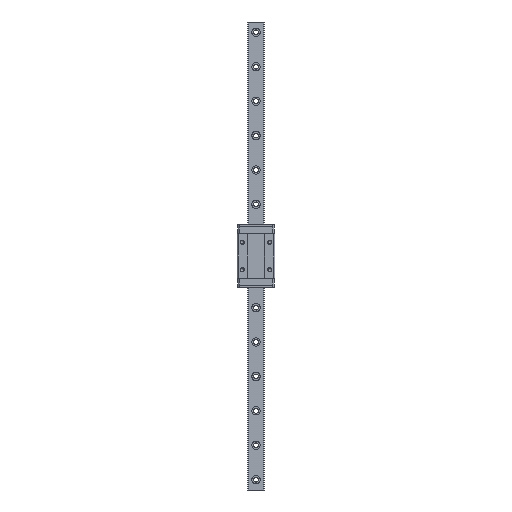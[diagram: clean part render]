
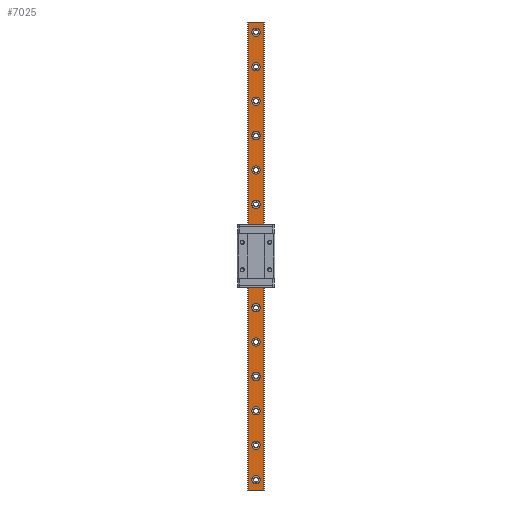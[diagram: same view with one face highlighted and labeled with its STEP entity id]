
A CAD part, front view. The second image highlights one B-rep face of the part: STEP entity #7025.
In plain terms, the highlighted planar face has unit normal (0, -1, 0).
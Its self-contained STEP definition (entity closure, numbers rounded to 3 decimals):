
#153=FACE_BOUND('',#1338,.T.);
#154=FACE_BOUND('',#1339,.T.);
#155=FACE_BOUND('',#1340,.T.);
#156=FACE_BOUND('',#1341,.T.);
#157=FACE_BOUND('',#1342,.T.);
#158=FACE_BOUND('',#1343,.T.);
#159=FACE_BOUND('',#1344,.T.);
#160=FACE_BOUND('',#1345,.T.);
#161=FACE_BOUND('',#1346,.T.);
#162=FACE_BOUND('',#1347,.T.);
#163=FACE_BOUND('',#1348,.T.);
#164=FACE_BOUND('',#1349,.T.);
#165=FACE_BOUND('',#1350,.T.);
#166=FACE_BOUND('',#1351,.T.);
#387=PLANE('',#7876);
#905=FACE_OUTER_BOUND('',#1337,.T.);
#1337=EDGE_LOOP('',(#6593,#6594,#6595,#6596));
#1338=EDGE_LOOP('',(#6597));
#1339=EDGE_LOOP('',(#6598));
#1340=EDGE_LOOP('',(#6599));
#1341=EDGE_LOOP('',(#6600));
#1342=EDGE_LOOP('',(#6601));
#1343=EDGE_LOOP('',(#6602));
#1344=EDGE_LOOP('',(#6603));
#1345=EDGE_LOOP('',(#6604));
#1346=EDGE_LOOP('',(#6605));
#1347=EDGE_LOOP('',(#6606));
#1348=EDGE_LOOP('',(#6607));
#1349=EDGE_LOOP('',(#6608));
#1350=EDGE_LOOP('',(#6609));
#1351=EDGE_LOOP('',(#6610));
#1688=CIRCLE('',#7853,3.);
#1689=CIRCLE('',#7855,3.);
#1690=CIRCLE('',#7857,3.);
#1691=CIRCLE('',#7859,3.);
#1692=CIRCLE('',#7861,3.);
#1693=CIRCLE('',#7863,3.);
#1694=CIRCLE('',#7865,3.);
#1695=CIRCLE('',#7867,3.);
#1696=CIRCLE('',#7869,3.);
#1697=CIRCLE('',#7871,3.);
#1698=CIRCLE('',#7873,3.);
#1700=CIRCLE('',#7877,3.);
#1701=CIRCLE('',#7878,3.);
#1702=CIRCLE('',#7879,3.);
#2269=LINE('',#11749,#2915);
#2285=LINE('',#11814,#2931);
#2335=LINE('',#12013,#2981);
#2336=LINE('',#12015,#2982);
#2915=VECTOR('',#9640,10.);
#2931=VECTOR('',#9690,10.);
#2981=VECTOR('',#9936,1.);
#2982=VECTOR('',#9939,1.);
#3555=VERTEX_POINT('',#11746);
#3556=VERTEX_POINT('',#11748);
#3587=VERTEX_POINT('',#11811);
#3588=VERTEX_POINT('',#11813);
#3640=VERTEX_POINT('',#12017);
#3641=VERTEX_POINT('',#12021);
#3642=VERTEX_POINT('',#12025);
#3643=VERTEX_POINT('',#12029);
#3644=VERTEX_POINT('',#12033);
#3645=VERTEX_POINT('',#12037);
#3646=VERTEX_POINT('',#12041);
#3647=VERTEX_POINT('',#12045);
#3648=VERTEX_POINT('',#12049);
#3649=VERTEX_POINT('',#12053);
#3650=VERTEX_POINT('',#12057);
#3652=VERTEX_POINT('',#12064);
#3653=VERTEX_POINT('',#12066);
#3654=VERTEX_POINT('',#12068);
#4487=EDGE_CURVE('',#3556,#3555,#2269,.F.);
#4519=EDGE_CURVE('',#3587,#3588,#2285,.F.);
#4614=EDGE_CURVE('',#3587,#3556,#2335,.T.);
#4615=EDGE_CURVE('',#3588,#3555,#2336,.T.);
#4617=EDGE_CURVE('',#3640,#3640,#1688,.T.);
#4619=EDGE_CURVE('',#3641,#3641,#1689,.T.);
#4621=EDGE_CURVE('',#3642,#3642,#1690,.T.);
#4623=EDGE_CURVE('',#3643,#3643,#1691,.T.);
#4625=EDGE_CURVE('',#3644,#3644,#1692,.T.);
#4627=EDGE_CURVE('',#3645,#3645,#1693,.T.);
#4629=EDGE_CURVE('',#3646,#3646,#1694,.T.);
#4631=EDGE_CURVE('',#3647,#3647,#1695,.T.);
#4633=EDGE_CURVE('',#3648,#3648,#1696,.T.);
#4635=EDGE_CURVE('',#3649,#3649,#1697,.T.);
#4636=EDGE_CURVE('',#3650,#3650,#1698,.T.);
#4639=EDGE_CURVE('',#3652,#3652,#1700,.T.);
#4640=EDGE_CURVE('',#3653,#3653,#1701,.T.);
#4641=EDGE_CURVE('',#3654,#3654,#1702,.T.);
#6593=ORIENTED_EDGE('',*,*,#4487,.T.);
#6594=ORIENTED_EDGE('',*,*,#4615,.F.);
#6595=ORIENTED_EDGE('',*,*,#4519,.F.);
#6596=ORIENTED_EDGE('',*,*,#4614,.T.);
#6597=ORIENTED_EDGE('',*,*,#4639,.T.);
#6598=ORIENTED_EDGE('',*,*,#4640,.T.);
#6599=ORIENTED_EDGE('',*,*,#4636,.T.);
#6600=ORIENTED_EDGE('',*,*,#4635,.T.);
#6601=ORIENTED_EDGE('',*,*,#4633,.T.);
#6602=ORIENTED_EDGE('',*,*,#4631,.T.);
#6603=ORIENTED_EDGE('',*,*,#4629,.T.);
#6604=ORIENTED_EDGE('',*,*,#4627,.T.);
#6605=ORIENTED_EDGE('',*,*,#4625,.T.);
#6606=ORIENTED_EDGE('',*,*,#4623,.T.);
#6607=ORIENTED_EDGE('',*,*,#4621,.T.);
#6608=ORIENTED_EDGE('',*,*,#4619,.T.);
#6609=ORIENTED_EDGE('',*,*,#4617,.T.);
#6610=ORIENTED_EDGE('',*,*,#4641,.T.);
#7025=ADVANCED_FACE('',(#905,#153,#154,#155,#156,#157,#158,#159,#160,#161,
#162,#163,#164,#165,#166),#387,.T.);
#7853=AXIS2_PLACEMENT_3D('',#12019,#9943,#9944);
#7855=AXIS2_PLACEMENT_3D('',#12023,#9948,#9949);
#7857=AXIS2_PLACEMENT_3D('',#12027,#9953,#9954);
#7859=AXIS2_PLACEMENT_3D('',#12031,#9958,#9959);
#7861=AXIS2_PLACEMENT_3D('',#12035,#9963,#9964);
#7863=AXIS2_PLACEMENT_3D('',#12039,#9968,#9969);
#7865=AXIS2_PLACEMENT_3D('',#12043,#9973,#9974);
#7867=AXIS2_PLACEMENT_3D('',#12047,#9978,#9979);
#7869=AXIS2_PLACEMENT_3D('',#12051,#9983,#9984);
#7871=AXIS2_PLACEMENT_3D('',#12055,#9988,#9989);
#7873=AXIS2_PLACEMENT_3D('',#12058,#9992,#9993);
#7876=AXIS2_PLACEMENT_3D('',#12063,#9999,#10000);
#7877=AXIS2_PLACEMENT_3D('',#12065,#10001,#10002);
#7878=AXIS2_PLACEMENT_3D('',#12067,#10003,#10004);
#7879=AXIS2_PLACEMENT_3D('',#12069,#10005,#10006);
#9640=DIRECTION('',(1.,0.,0.));
#9690=DIRECTION('',(1.,0.,0.));
#9936=DIRECTION('',(0.,0.,1.));
#9939=DIRECTION('',(0.,0.,1.));
#9943=DIRECTION('center_axis',(0.,1.,0.));
#9944=DIRECTION('ref_axis',(0.,0.,1.));
#9948=DIRECTION('center_axis',(0.,1.,0.));
#9949=DIRECTION('ref_axis',(0.,0.,1.));
#9953=DIRECTION('center_axis',(0.,1.,0.));
#9954=DIRECTION('ref_axis',(0.,0.,1.));
#9958=DIRECTION('center_axis',(0.,1.,0.));
#9959=DIRECTION('ref_axis',(0.,0.,1.));
#9963=DIRECTION('center_axis',(0.,1.,0.));
#9964=DIRECTION('ref_axis',(0.,0.,1.));
#9968=DIRECTION('center_axis',(0.,1.,0.));
#9969=DIRECTION('ref_axis',(0.,0.,1.));
#9973=DIRECTION('center_axis',(0.,1.,0.));
#9974=DIRECTION('ref_axis',(0.,0.,1.));
#9978=DIRECTION('center_axis',(0.,1.,0.));
#9979=DIRECTION('ref_axis',(0.,0.,1.));
#9983=DIRECTION('center_axis',(0.,1.,0.));
#9984=DIRECTION('ref_axis',(0.,0.,1.));
#9988=DIRECTION('center_axis',(0.,1.,0.));
#9989=DIRECTION('ref_axis',(0.,0.,1.));
#9992=DIRECTION('center_axis',(0.,1.,0.));
#9993=DIRECTION('ref_axis',(0.,0.,1.));
#9999=DIRECTION('center_axis',(0.,-1.,0.));
#10000=DIRECTION('ref_axis',(0.,0.,1.));
#10001=DIRECTION('center_axis',(0.,1.,0.));
#10002=DIRECTION('ref_axis',(0.,0.,1.));
#10003=DIRECTION('center_axis',(0.,1.,0.));
#10004=DIRECTION('ref_axis',(0.,0.,1.));
#10005=DIRECTION('center_axis',(0.,1.,0.));
#10006=DIRECTION('ref_axis',(0.,0.,1.));
#11746=CARTESIAN_POINT('',(-5.5,-4.,320.));
#11748=CARTESIAN_POINT('',(5.5,-4.,320.));
#11749=CARTESIAN_POINT('',(2.747,-4.,320.));
#11811=CARTESIAN_POINT('',(5.5,-4.,-20.));
#11813=CARTESIAN_POINT('',(-5.5,-4.,-20.));
#11814=CARTESIAN_POINT('',(2.747,-4.,-20.));
#12013=CARTESIAN_POINT('',(5.5,-4.,0.));
#12015=CARTESIAN_POINT('',(-5.5,-4.,0.));
#12017=CARTESIAN_POINT('',(0.,-4.,34.5));
#12019=CARTESIAN_POINT('Origin',(0.,-4.,
37.5));
#12021=CARTESIAN_POINT('',(0.,-4.,59.5));
#12023=CARTESIAN_POINT('Origin',(0.,-4.,
62.5));
#12025=CARTESIAN_POINT('',(0.,-4.,84.5));
#12027=CARTESIAN_POINT('Origin',(0.,-4.,
87.5));
#12029=CARTESIAN_POINT('',(0.,-4.,109.5));
#12031=CARTESIAN_POINT('Origin',(0.,-4.,112.5));
#12033=CARTESIAN_POINT('',(0.,-4.,134.5));
#12035=CARTESIAN_POINT('Origin',(0.,-4.,
137.5));
#12037=CARTESIAN_POINT('',(0.,-4.,159.5));
#12039=CARTESIAN_POINT('Origin',(0.,-4.,
162.5));
#12041=CARTESIAN_POINT('',(0.,-4.,184.5));
#12043=CARTESIAN_POINT('Origin',(0.,-4.,
187.5));
#12045=CARTESIAN_POINT('',(0.,-4.,209.5));
#12047=CARTESIAN_POINT('Origin',(0.,-4.,
212.5));
#12049=CARTESIAN_POINT('',(0.,-4.,234.5));
#12051=CARTESIAN_POINT('Origin',(0.,-4.,
237.5));
#12053=CARTESIAN_POINT('',(0.,-4.,259.5));
#12055=CARTESIAN_POINT('Origin',(0.,-4.,
262.5));
#12057=CARTESIAN_POINT('',(0.,-4.,284.5));
#12058=CARTESIAN_POINT('Origin',(0.,-4.,
287.5));
#12063=CARTESIAN_POINT('Origin',(5.5,-4.,0.));
#12064=CARTESIAN_POINT('',(0.,-4.,309.5));
#12065=CARTESIAN_POINT('Origin',(0.,-4.,
312.5));
#12066=CARTESIAN_POINT('',(0.,-4.,-15.5));
#12067=CARTESIAN_POINT('Origin',(0.,-4.,-12.5));
#12068=CARTESIAN_POINT('',(0.,-4.,9.5));
#12069=CARTESIAN_POINT('Origin',(0.,-4.,
12.5));
